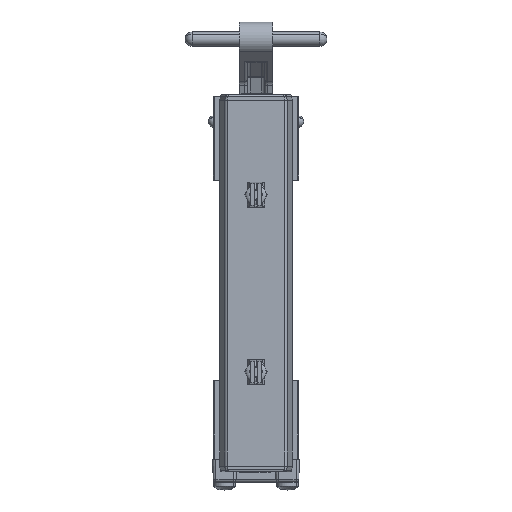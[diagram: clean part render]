
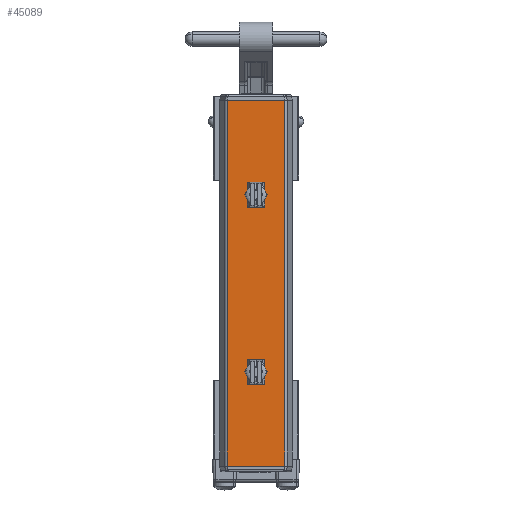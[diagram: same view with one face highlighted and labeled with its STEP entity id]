
A CAD part, front view. The second image highlights one B-rep face of the part: STEP entity #45089.
In plain terms, the highlighted planar face has unit normal (0, -1, 0).
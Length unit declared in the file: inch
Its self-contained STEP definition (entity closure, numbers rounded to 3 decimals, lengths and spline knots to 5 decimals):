
#698 = CARTESIAN_POINT ( 'NONE',  ( 0.13, 0., 1.9375 ) ) ;
#1157 = DIRECTION ( 'NONE',  ( 0., 1., 0. ) ) ;
#2070 = CARTESIAN_POINT ( 'NONE',  ( -0.62546, 0., 4. ) ) ;
#2533 = FACE_BOUND ( 'NONE', #28493, .T. ) ;
#2674 = CARTESIAN_POINT ( 'NONE',  ( 0., 0., -1.9375 ) ) ;
#3188 = EDGE_LOOP ( 'NONE', ( #21505, #52824 ) ) ;
#4477 = LINE ( 'NONE', #37330, #11820 ) ;
#5404 = DIRECTION ( 'NONE',  ( 0., 1., 0. ) ) ;
#5441 = VERTEX_POINT ( 'NONE', #38000 ) ;
#5455 = CARTESIAN_POINT ( 'NONE',  ( 0., 0., -1.9375 ) ) ;
#7939 = DIRECTION ( 'NONE',  ( 1., 0., 0. ) ) ;
#8736 = CARTESIAN_POINT ( 'NONE',  ( 0.13, 0., -1.9375 ) ) ;
#9017 = DIRECTION ( 'NONE',  ( -1., 0., 0. ) ) ;
#9710 = DIRECTION ( 'NONE',  ( -1., 0., 0. ) ) ;
#10311 = CARTESIAN_POINT ( 'NONE',  ( -0.13, 0., 1.9375 ) ) ;
#11042 = AXIS2_PLACEMENT_3D ( 'NONE', #35388, #54091, #12032 ) ;
#11725 = FACE_BOUND ( 'NONE', #3188, .T. ) ;
#11820 = VECTOR ( 'NONE', #56037, 39.37008 ) ;
#12032 = DIRECTION ( 'NONE',  ( 1., 0., 0. ) ) ;
#12767 = VECTOR ( 'NONE', #7939, 39.37008 ) ;
#13510 = CIRCLE ( 'NONE', #47838, 0.13 ) ;
#13575 = CIRCLE ( 'NONE', #54729, 0.13 ) ;
#16029 = EDGE_CURVE ( 'NONE', #44302, #44608, #54630, .T. ) ;
#16645 = FACE_OUTER_BOUND ( 'NONE', #19867, .T. ) ;
#17152 = LINE ( 'NONE', #59183, #12767 ) ;
#17902 = DIRECTION ( 'NONE',  ( 0., 0., 1. ) ) ;
#19386 = AXIS2_PLACEMENT_3D ( 'NONE', #23550, #5404, #9710 ) ;
#19867 = EDGE_LOOP ( 'NONE', ( #28055, #51240, #38106, #38020 ) ) ;
#20184 = DIRECTION ( 'NONE',  ( -1., 0., 0. ) ) ;
#21505 = ORIENTED_EDGE ( 'NONE', *, *, #59651, .T. ) ;
#21937 = EDGE_CURVE ( 'NONE', #5441, #44302, #50735, .T. ) ;
#22011 = DIRECTION ( 'NONE',  ( 0., 1., 0. ) ) ;
#23011 = VERTEX_POINT ( 'NONE', #29137 ) ;
#23133 = CARTESIAN_POINT ( 'NONE',  ( -0.62546, 0., -4. ) ) ;
#23550 = CARTESIAN_POINT ( 'NONE',  ( 0., 0., 1.9375 ) ) ;
#23916 = DIRECTION ( 'NONE',  ( 0., 1., 0. ) ) ;
#26165 = PLANE ( 'NONE',  #11042 ) ;
#27246 = EDGE_CURVE ( 'NONE', #55769, #33157, #13510, .T. ) ;
#28055 = ORIENTED_EDGE ( 'NONE', *, *, #16029, .F. ) ;
#28340 = CIRCLE ( 'NONE', #19386, 0.13 ) ;
#28493 = EDGE_LOOP ( 'NONE', ( #30148, #44664 ) ) ;
#29137 = CARTESIAN_POINT ( 'NONE',  ( 0.62546, 0., -4. ) ) ;
#30148 = ORIENTED_EDGE ( 'NONE', *, *, #53803, .T. ) ;
#32395 = CARTESIAN_POINT ( 'NONE',  ( -0.13, 0., -1.9375 ) ) ;
#32992 = VECTOR ( 'NONE', #17902, 39.37008 ) ;
#33157 = VERTEX_POINT ( 'NONE', #32395 ) ;
#35388 = CARTESIAN_POINT ( 'NONE',  ( -0.62546, 0., -4. ) ) ;
#37330 = CARTESIAN_POINT ( 'NONE',  ( 0.62546, 0., -4. ) ) ;
#38000 = CARTESIAN_POINT ( 'NONE',  ( -0.62546, 0., -4. ) ) ;
#38020 = ORIENTED_EDGE ( 'NONE', *, *, #58856, .T. ) ;
#38106 = ORIENTED_EDGE ( 'NONE', *, *, #42320, .T. ) ;
#42320 = EDGE_CURVE ( 'NONE', #5441, #23011, #17152, .T. ) ;
#44302 = VERTEX_POINT ( 'NONE', #2070 ) ;
#44608 = VERTEX_POINT ( 'NONE', #47756 ) ;
#44664 = ORIENTED_EDGE ( 'NONE', *, *, #54189, .T. ) ;
#45089 = ADVANCED_FACE ( 'NONE', ( #11725, #2533, #16645 ), #26165, .T. ) ;
#47756 = CARTESIAN_POINT ( 'NONE',  ( 0.62546, 0., 4. ) ) ;
#47829 = CARTESIAN_POINT ( 'NONE',  ( 0., 0., 1.9375 ) ) ;
#47838 = AXIS2_PLACEMENT_3D ( 'NONE', #2674, #22011, #9017 ) ;
#50130 = CIRCLE ( 'NONE', #52064, 0.13 ) ;
#50681 = VECTOR ( 'NONE', #54938, 39.37008 ) ;
#50735 = LINE ( 'NONE', #23133, #32992 ) ;
#51240 = ORIENTED_EDGE ( 'NONE', *, *, #21937, .F. ) ;
#51822 = DIRECTION ( 'NONE',  ( -1., 0., 0. ) ) ;
#52064 = AXIS2_PLACEMENT_3D ( 'NONE', #5455, #1157, #20184 ) ;
#52824 = ORIENTED_EDGE ( 'NONE', *, *, #27246, .T. ) ;
#53803 = EDGE_CURVE ( 'NONE', #55463, #57932, #13575, .T. ) ;
#54091 = DIRECTION ( 'NONE',  ( 0., -1., 0. ) ) ;
#54189 = EDGE_CURVE ( 'NONE', #57932, #55463, #28340, .T. ) ;
#54630 = LINE ( 'NONE', #60103, #50681 ) ;
#54729 = AXIS2_PLACEMENT_3D ( 'NONE', #47829, #23916, #51822 ) ;
#54938 = DIRECTION ( 'NONE',  ( 1., 0., 0. ) ) ;
#55463 = VERTEX_POINT ( 'NONE', #10311 ) ;
#55769 = VERTEX_POINT ( 'NONE', #8736 ) ;
#56037 = DIRECTION ( 'NONE',  ( 0., 0., 1. ) ) ;
#57932 = VERTEX_POINT ( 'NONE', #698 ) ;
#58856 = EDGE_CURVE ( 'NONE', #23011, #44608, #4477, .T. ) ;
#59183 = CARTESIAN_POINT ( 'NONE',  ( -0.62546, 0., -4. ) ) ;
#59651 = EDGE_CURVE ( 'NONE', #33157, #55769, #50130, .T. ) ;
#60103 = CARTESIAN_POINT ( 'NONE',  ( -0.62546, 0., 4. ) ) ;
